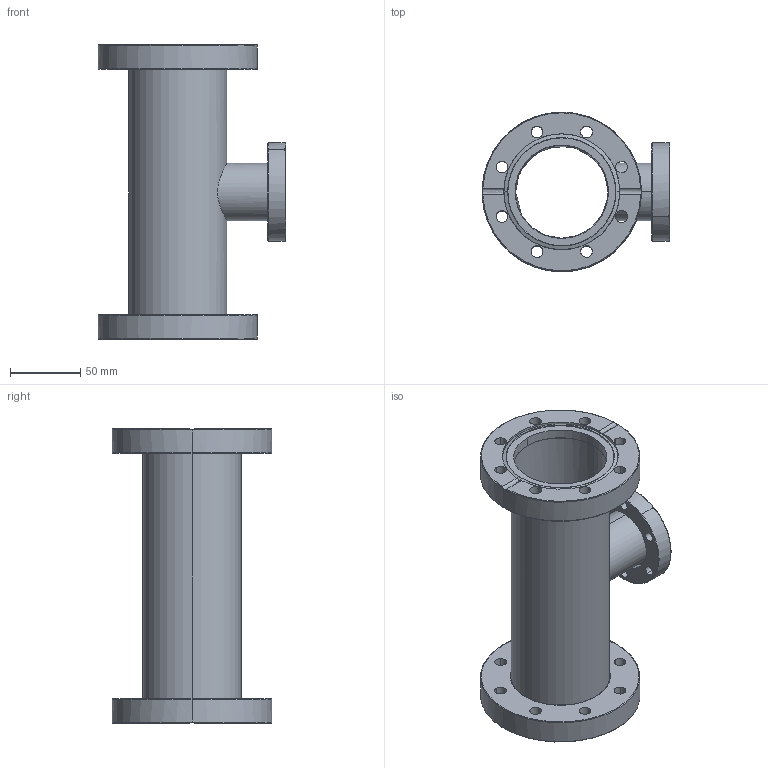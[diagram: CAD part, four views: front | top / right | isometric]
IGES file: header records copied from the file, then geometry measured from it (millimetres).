
Global section: file name: No Iges File Name specified; native system: AutoDesk Inventor R12.0; preprocessor: AutoDesk Inventor Iges Exporter R12.0; date: 20090430.140959; units: millimetre
Bounding box: 133.75 x 113.5 x 210 mm (x, y, z)
Volume: 316699.1 mm3; surface area: 165341.6 mm2
Topology: 7 solids, 7 shells, 168 faces, 433 edges, 280 vertices
Faces by surface type: bspline 70, revolution 38, torus 22, plane 18, cylinder 14, cone 6
